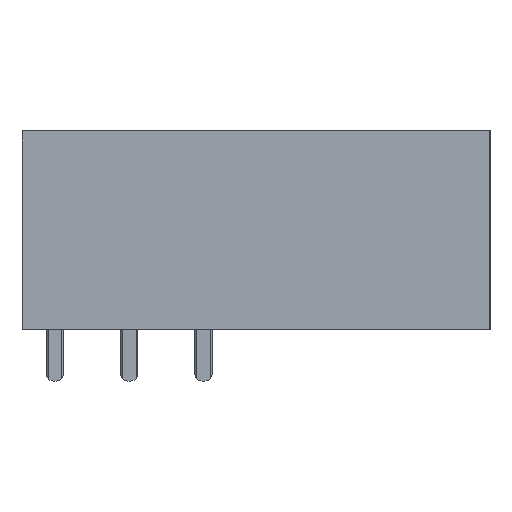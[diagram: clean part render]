
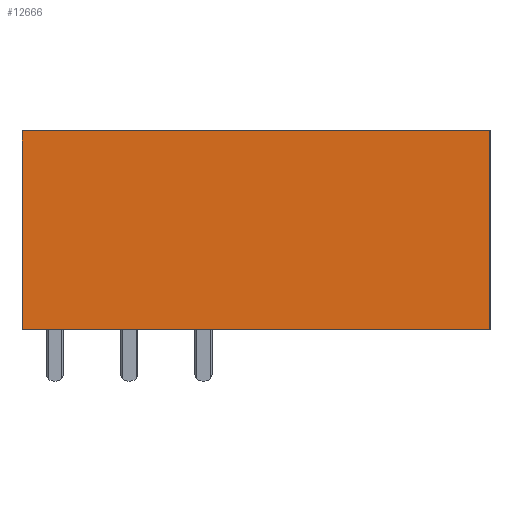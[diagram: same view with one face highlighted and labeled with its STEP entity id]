
A CAD part, left-side view. The second image highlights one B-rep face of the part: STEP entity #12666.
In plain terms, the highlighted planar face has unit normal (-1, 0, 0).
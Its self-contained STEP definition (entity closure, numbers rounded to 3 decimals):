
#12639=AXIS2_PLACEMENT_3D('Plane Axis2P3D',#12636,#12637,#12638) ;
#872=CARTESIAN_POINT('Vertex',(0.,0.,17.1)) ;
#875=CARTESIAN_POINT('Line Origine',(0.,0.,10.3)) ;
#879=CARTESIAN_POINT('Vertex',(0.,0.,3.5)) ;
#12636=CARTESIAN_POINT('Axis2P3D Location',(0.,0.,0.)) ;
#12641=CARTESIAN_POINT('Line Origine',(0.,16.,17.1)) ;
#12645=CARTESIAN_POINT('Vertex',(0.,32.,17.1)) ;
#12648=CARTESIAN_POINT('Line Origine',(0.,32.,10.3)) ;
#12652=CARTESIAN_POINT('Vertex',(0.,32.,3.5)) ;
#12655=CARTESIAN_POINT('Line Origine',(0.,16.,3.5)) ;
#876=DIRECTION('Vector Direction',(0.,0.,-1.)) ;
#12637=DIRECTION('Axis2P3D Direction',(-1.,0.,0.)) ;
#12638=DIRECTION('Axis2P3D XDirection',(0.,0.,1.)) ;
#12642=DIRECTION('Vector Direction',(0.,-1.,0.)) ;
#12649=DIRECTION('Vector Direction',(0.,0.,1.)) ;
#12656=DIRECTION('Vector Direction',(0.,1.,0.)) ;
#877=VECTOR('Line Direction',#876,1.) ;
#12643=VECTOR('Line Direction',#12642,1.) ;
#12650=VECTOR('Line Direction',#12649,1.) ;
#12657=VECTOR('Line Direction',#12656,1.) ;
#12661=ORIENTED_EDGE('',*,*,#881,.T.) ;
#12662=ORIENTED_EDGE('',*,*,#12647,.T.) ;
#12663=ORIENTED_EDGE('',*,*,#12654,.T.) ;
#12664=ORIENTED_EDGE('',*,*,#12659,.T.) ;
#12666=ADVANCED_FACE('Housing',(#12665),#12640,.T.) ;
#881=EDGE_CURVE('',#880,#873,#878,.F.) ;
#12647=EDGE_CURVE('',#873,#12646,#12644,.F.) ;
#12654=EDGE_CURVE('',#12646,#12653,#12651,.F.) ;
#12659=EDGE_CURVE('',#12653,#880,#12658,.F.) ;
#12660=EDGE_LOOP('',(#12661,#12662,#12663,#12664)) ;
#12665=FACE_OUTER_BOUND('',#12660,.T.) ;
#878=LINE('Line',#875,#877) ;
#12644=LINE('Line',#12641,#12643) ;
#12651=LINE('Line',#12648,#12650) ;
#12658=LINE('Line',#12655,#12657) ;
#12640=PLANE('',#12639) ;
#873=VERTEX_POINT('',#872) ;
#880=VERTEX_POINT('',#879) ;
#12646=VERTEX_POINT('',#12645) ;
#12653=VERTEX_POINT('',#12652) ;
